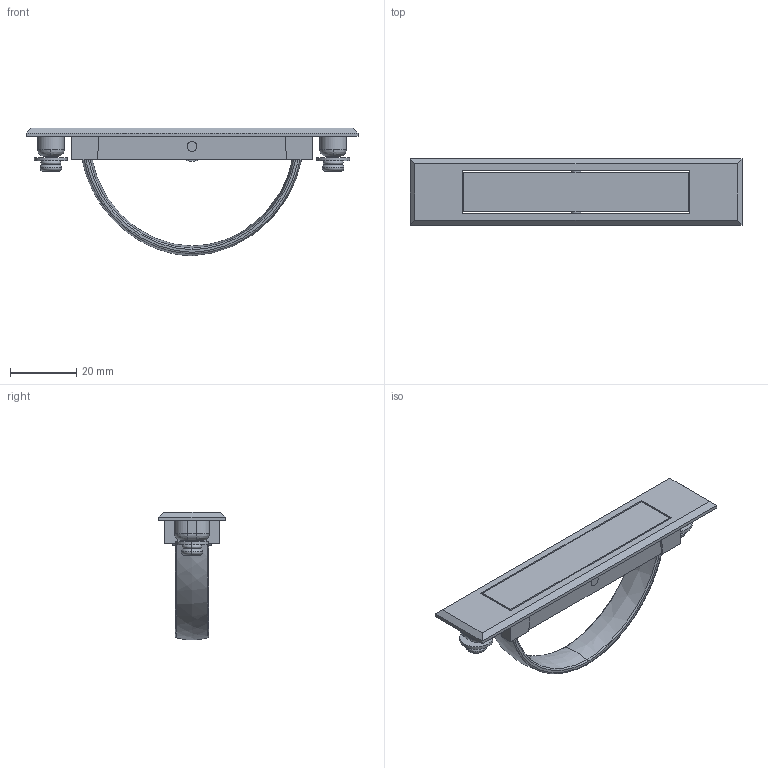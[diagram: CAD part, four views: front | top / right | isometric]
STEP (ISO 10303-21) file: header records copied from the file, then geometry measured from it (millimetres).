
FILE_DESCRIPTION(/* description */ (''),/* implementation_level */ '2;1');
FILE_NAME(/* name */ 'LS707',/* time_stamp */ '2025-01-10T15:50:01+08:00',/* author */ (''),/* organization */ (''),/* preprocessor_version */ 'ST-DEVELOPER v19.2',/* originating_system */ 'Rhino 8.5',/* authorisation */ '');
FILE_SCHEMA (('AP203_CONFIGURATION_CONTROLLED_3D_DESIGN_OF_MECHANICAL_PARTS_AND_ASSEMBLIES_MIM_LF { 1 0 10303 203 3 1 4 }'));
Length unit declared in the file: millimetre
Products named in the file (1): Document
Bounding box: 100 x 20 x 38.48 mm (x, y, z)
Volume: 10814.4 mm3; surface area: 12243.5 mm2
Topology: 11 solids, 11 shells, 289 faces, 696 edges, 428 vertices
Faces by surface type: plane 148, cylinder 89, bspline 52
Entity records: 26893 total; most frequent: CARTESIAN_POINT 21317, ORIENTED_EDGE 1392, EDGE_CURVE 696, DIRECTION 629, AXIS2_PLACEMENT_3D 430, VERTEX_POINT 428, B_SPLINE_CURVE_WITH_KNOTS 361, EDGE_LOOP 310
